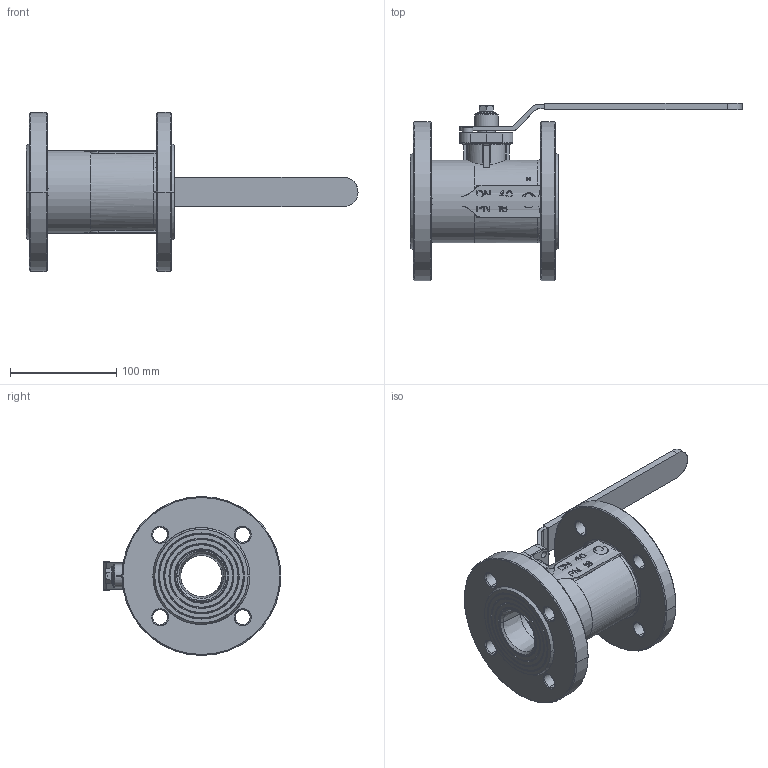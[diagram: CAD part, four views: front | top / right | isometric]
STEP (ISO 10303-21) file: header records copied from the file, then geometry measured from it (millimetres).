
FILE_DESCRIPTION(/* description */ ('Unknown'),/* implementation_level */ '2;1');
FILE_NAME(/* name */ '909-08_(4.150_160.040)',/* time_stamp */ '2021-04-28T13:09:00+02:00',/* author */ ('Unknown'),/* organization */ ('Unknown'),/* preprocessor_version */ 'ST-DEVELOPER v16.7',/* originating_system */ 'Solid Edge',/* authorisation */ 'Unknown');
FILE_SCHEMA (('AP242_MANAGED_MODEL_BASED_3D_ENGINEERING_MIM_LF { 1 0 10303 442 1 1 4 }','AUTOMOTIVE_DESIGN {1 0 10303 214 3 1 1}'));
Products named in the file (4): 4.150_160.040; id11;  TRM_SRF_4;  TRM_SRF_3
Assembly tree (3 placements, depth 2):
  4.150_160.040
    id11
     TRM_SRF_4
     TRM_SRF_3
Bounding box: 313 x 167.75 x 150 mm (x, y, z)
Volume: 43655.9 mm3; surface area: 525253.5 mm2
Topology: 2 solids, 2300 shells, 2769 faces, 13144 edges, 12680 vertices
Faces by surface type: plane 1875, cylinder 453, cone 268, torus 108, sphere 34, bspline 31
Full cylindrical faces by diameter (mm): 6.8 x1, 8.5 x1, 10 x1, 10.8 x1, 13.3 x1, 14.3 x2, 16 x8, 17 x6, 17.2 x1, 17.5 x1, 20 x2, 22 x1, 24 x1, 26 x2, 48.7 x1, 48.75 x2, 55 x1, 78 x1, 84 x1
Entity records: 160880 total; most frequent: CARTESIAN_POINT 40756, DIRECTION 18583, ORIENTED_EDGE 14175, EDGE_CURVE 13041, VERTEX_POINT 12680, LINE 9435, VECTOR 9435, AXIS2_PLACEMENT_3D 4574
